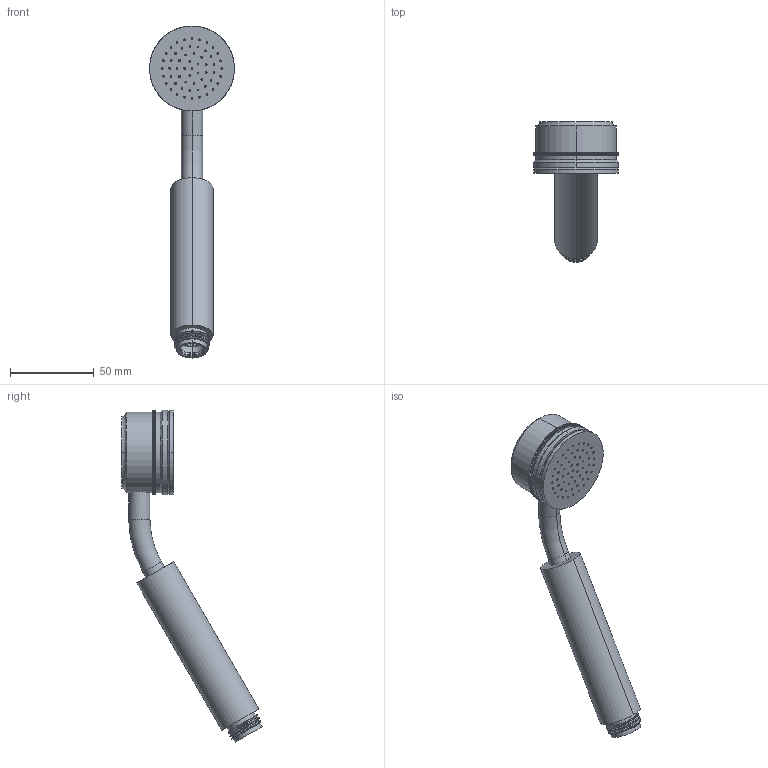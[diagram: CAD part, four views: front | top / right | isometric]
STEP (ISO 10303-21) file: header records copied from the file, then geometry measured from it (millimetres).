
FILE_DESCRIPTION((''),'2;1');
FILE_NAME('50697','2020-12-11T10:23:59',('jinson.thomas'),(''),'CREO PARAMETRIC BY PTC INC, 2018400','CREO PARAMETRIC BY PTC INC, 2018400','');
FILE_SCHEMA(('CONFIG_CONTROL_DESIGN'));
Length unit declared in the file: inch
Products named in the file (1): 50697
Bounding box: 50.8 x 83.77 x 198.43 mm (x, y, z)
Volume: 115986.2 mm3; surface area: 22293.3 mm2
Topology: 1 solids, 1 shells, 783 faces, 2112 edges, 1400 vertices
Faces by surface type: plane 432, cylinder 331, cone 8, torus 6, bspline 6
Entity records: 26189 total; most frequent: CARTESIAN_POINT 6534, ORIENTED_EDGE 4224, DIRECTION 3852, EDGE_CURVE 2112, VECTOR 1422, LINE 1422, VERTEX_POINT 1400, AXIS2_PLACEMENT_3D 1215
